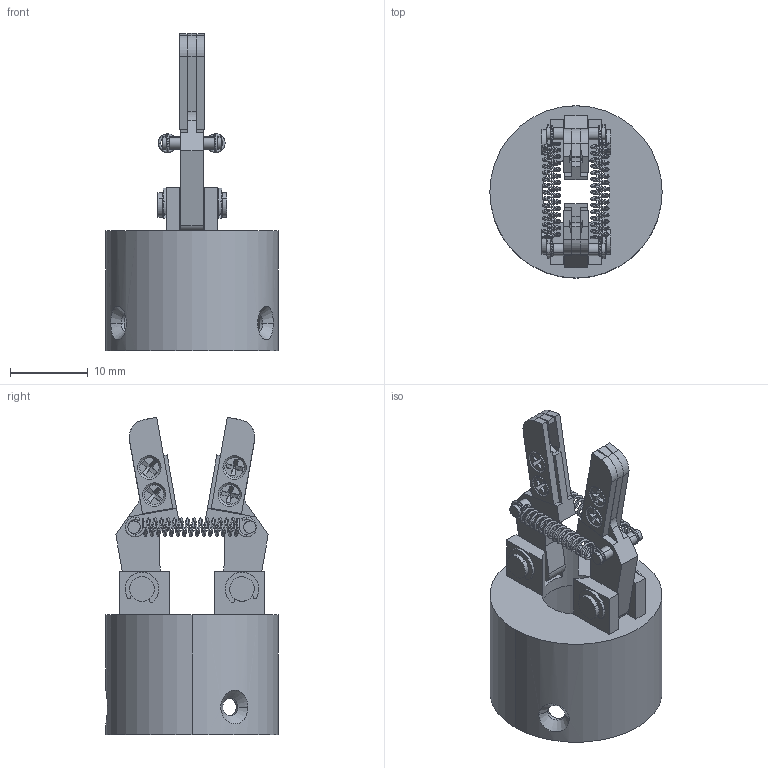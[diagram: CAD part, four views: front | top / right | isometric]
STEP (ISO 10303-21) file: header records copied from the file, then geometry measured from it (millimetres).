
FILE_DESCRIPTION (( 'STEP AP214' ), '1' );
FILE_NAME ('951258NW-28, POE_RA.STEP', '2020-10-01T22:50:31', ( '' ), ( '' ), 'SwSTEP 2.0', 'SolidWorks 2010', '' );
FILE_SCHEMA (( 'AUTOMOTIVE_DESIGN' ));
Length unit declared in the file: inch
Products named in the file (1): 951258NW-28, POE_RA
Bounding box: 22.23 x 22.23 x 40.93 mm (x, y, z)
Surface area: 4680.1 mm2 (no closed solid volume)
Topology: 0 solids, 31 shells, 352 faces, 928 edges, 626 vertices
Faces by surface type: plane 172, cylinder 110, torus 48, cone 14, bspline 8
Entity records: 26051 total; most frequent: CARTESIAN_POINT 12455, DIRECTION 2044, ORIENTED_EDGE 1656, EDGE_CURVE 928, AXIS2_PLACEMENT_3D 791, VERTEX_POINT 626, LINE 462, VECTOR 462
